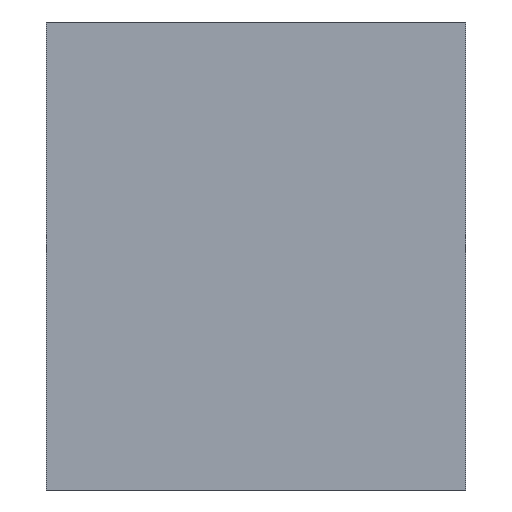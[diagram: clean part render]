
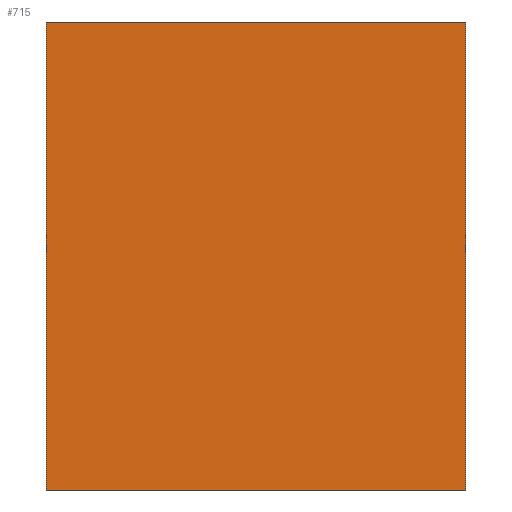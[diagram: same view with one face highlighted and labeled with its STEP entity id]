
A CAD part, left-side view. The second image highlights one B-rep face of the part: STEP entity #715.
In plain terms, the highlighted planar face has unit normal (-1, 0, 0).
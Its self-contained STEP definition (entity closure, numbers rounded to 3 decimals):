
#715=ADVANCED_FACE('NONE',(#1765),#1766,.F.);
#1765=FACE_OUTER_BOUND('',#3147,.T.);
#1766=PLANE('',#3148);
#3147=EDGE_LOOP('',(#6007,#6008,#6009,#6010));
#3148=AXIS2_PLACEMENT_3D('',#6011,#6012,#6013);
#6007=ORIENTED_EDGE('',*,*,#9998,.T.);
#6008=ORIENTED_EDGE('',*,*,#8750,.F.);
#6009=ORIENTED_EDGE('',*,*,#10000,.F.);
#6010=ORIENTED_EDGE('',*,*,#9651,.T.);
#6011=CARTESIAN_POINT('',(0.0,0.0,6.7));
#6012=DIRECTION('',(1.0,0.0,0.0));
#6013=DIRECTION('',(0.0,1.0,-0.0));
#8750=EDGE_CURVE('NONE',#10582,#10584,#10585,.T.);
#9651=EDGE_CURVE('NONE',#12385,#12383,#12386,.T.);
#9998=EDGE_CURVE('NONE',#12383,#10584,#12737,.T.);
#10000=EDGE_CURVE('NONE',#12385,#10582,#12739,.T.);
#10582=VERTEX_POINT('NONE',#13326);
#10584=VERTEX_POINT('NONE',#13329);
#10585=LINE('',#13330,#13331);
#12383=VERTEX_POINT('NONE',#16027);
#12385=VERTEX_POINT('NONE',#16030);
#12386=LINE('',#16031,#16032);
#12737=LINE('',#16615,#16616);
#12739=LINE('',#16618,#16619);
#13326=CARTESIAN_POINT('',(0.0,0.0,6.7));
#13329=CARTESIAN_POINT('',(0.0,0.0,0.0));
#13330=CARTESIAN_POINT('',(0.0,0.0,6.7));
#13331=VECTOR('',#17422,1000.0);
#16027=CARTESIAN_POINT('',(0.0,6.0,0.0));
#16030=CARTESIAN_POINT('',(0.0,6.0,6.7));
#16031=CARTESIAN_POINT('',(0.0,6.0,6.7));
#16032=VECTOR('',#18322,1000.0);
#16615=CARTESIAN_POINT('',(0.0,0.0,0.0));
#16616=VECTOR('',#18555,1000.0);
#16618=CARTESIAN_POINT('',(0.0,0.0,6.7));
#16619=VECTOR('',#18556,1000.0);
#17422=DIRECTION('',(-0.0,-0.0,-1.0));
#18322=DIRECTION('',(-0.0,-0.0,-1.0));
#18555=DIRECTION('',(-0.0,-1.0,-0.0));
#18556=DIRECTION('',(-0.0,-1.0,-0.0));
